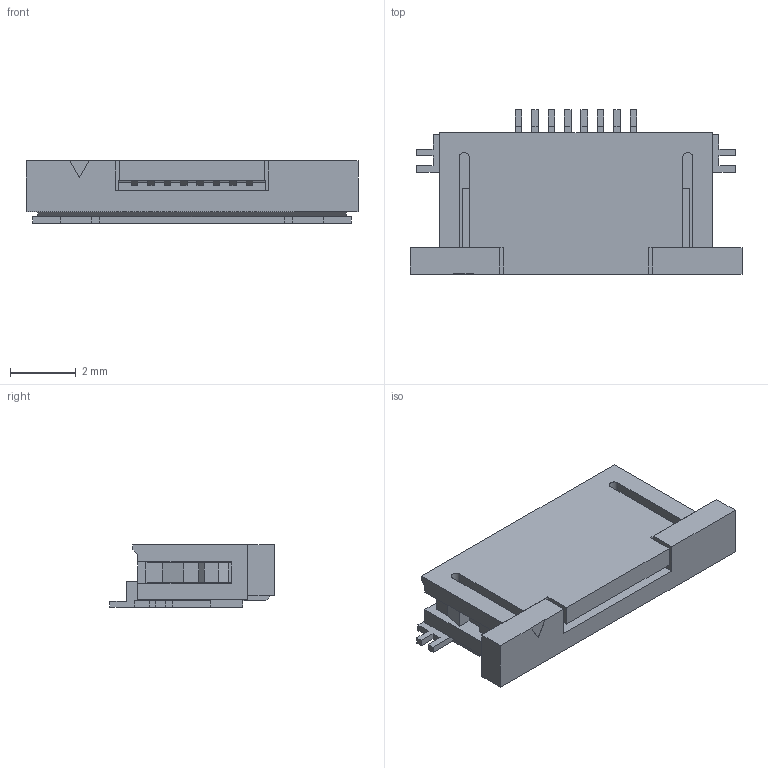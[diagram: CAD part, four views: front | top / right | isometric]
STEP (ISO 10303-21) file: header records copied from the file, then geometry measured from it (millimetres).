
FILE_DESCRIPTION(('STEP AP242'),'1');
FILE_NAME('0527450897.stp','2024-11-26T10:56:21',('TraceParts'),('TraceParts S.A.'),'Spatial InterOp 3D',' ',' ');
FILE_SCHEMA(('AP242_MANAGED_MODEL_BASED_3D_ENGINEERING_MIM_LF {1 0 10303 442 1 1 4}'));
Length unit declared in the file: millimetre
Products named in the file (1): 0527450897
Bounding box: 10.1 x 5 x 1.91 mm (x, y, z)
Volume: 57.6 mm3; surface area: 237 mm2
Topology: 1 solids, 1 shells, 288 faces, 876 edges, 582 vertices
Faces by surface type: plane 260, cylinder 28
Entity records: 9709 total; most frequent: ORIENTED_EDGE 1752, CARTESIAN_POINT 1747, DIRECTION 1510, EDGE_CURVE 876, LINE 820, VECTOR 820, VERTEX_POINT 582, AXIS2_PLACEMENT_3D 345
